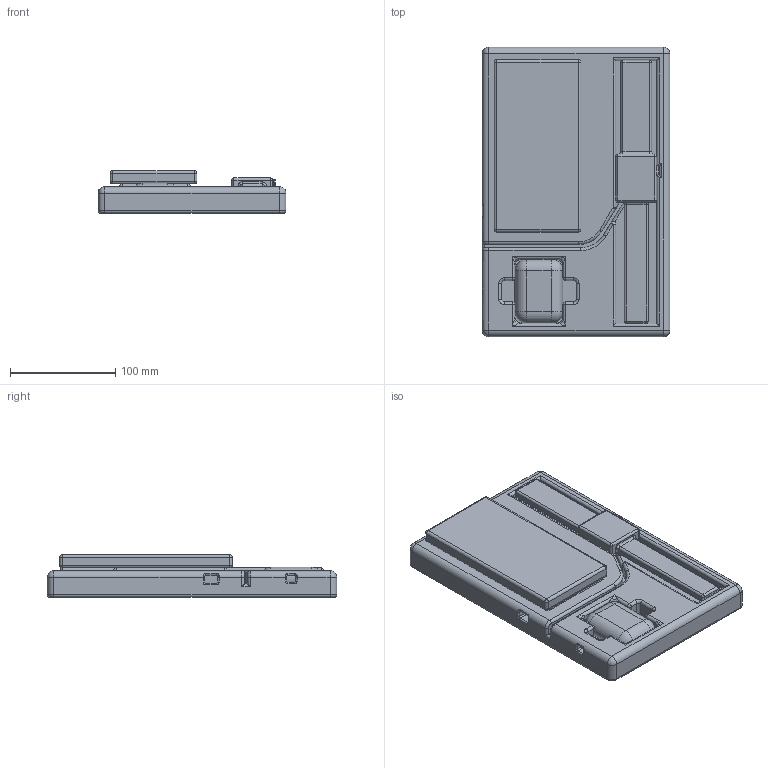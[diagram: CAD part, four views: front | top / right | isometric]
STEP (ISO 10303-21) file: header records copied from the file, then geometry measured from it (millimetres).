
FILE_DESCRIPTION(/* description */ ('STEP AP242','CAx-IF Rec.Pracs.---Representation and Presentation of Product Manufacturing Information (PMI)---4.0---2014-10-13','CAx-IF Rec.Pracs.---3D Tessellated Geometry---0.4---2014-09-14','2;1'),/* implementation_level */ '2;1');
FILE_NAME(/* name */ '66c8e034bab8820585245936',/* time_stamp */ '2024-08-23T19:17:08Z',/* author */ (''),/* organization */ (''),/* preprocessor_version */ 'ST-DEVELOPER v20',/* originating_system */ ' ',/* authorisation */ ' ');
FILE_SCHEMA (('AP242_MANAGED_MODEL_BASED_3D_ENGINEERING_MIM_LF { 1 0 10303 442 1 1 4 }'));
Length unit declared in the file: metre
Products named in the file (7): Assembly 1; Watch; Airpods; Phone; Watch Battery; Phone Battery; Part 1
Assembly tree (6 placements, depth 2):
  Assembly 1
    Watch
    Airpods
    Phone
    Watch Battery
    Phone Battery
    Part 1
Bounding box: 178.44 x 274.95 x 40.64 mm (x, y, z)
Volume: 1404550.9 mm3; surface area: 215918.1 mm2
Topology: 6 solids, 6 shells, 401 faces, 944 edges, 491 vertices
Faces by surface type: cylinder 188, plane 92, sphere 56, torus 47, bspline 18
Full cylindrical faces by diameter (mm): 27.94 x1
Entity records: 12780 total; most frequent: CARTESIAN_POINT 3770, DIRECTION 2027, ORIENTED_EDGE 1746, EDGE_CURVE 873, AXIS2_PLACEMENT_3D 802, VERTEX_POINT 488, LINE 423, VECTOR 423
